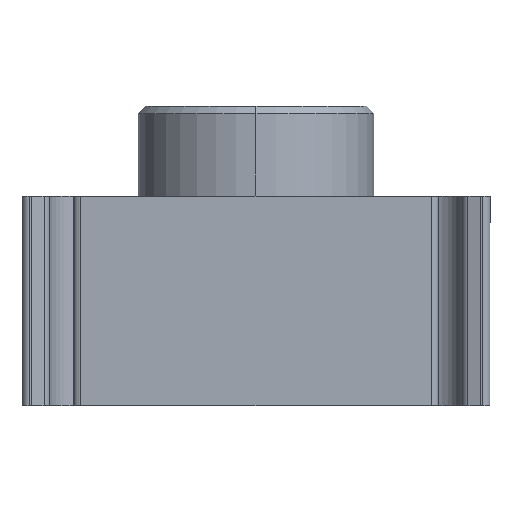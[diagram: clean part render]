
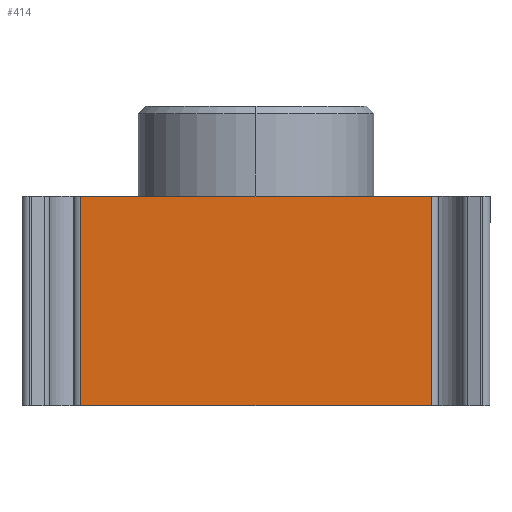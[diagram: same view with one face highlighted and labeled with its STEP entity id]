
A CAD part, left-side view. The second image highlights one B-rep face of the part: STEP entity #414.
In plain terms, the highlighted planar face has unit normal (-1, 0, 0).
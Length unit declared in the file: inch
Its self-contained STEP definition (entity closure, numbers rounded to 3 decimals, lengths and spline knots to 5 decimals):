
#25 = LINE ( 'NONE', #1823, #615 ) ;
#48 = ORIENTED_EDGE ( 'NONE', *, *, #1460, .T. ) ;
#126 = CARTESIAN_POINT ( 'NONE',  ( -1.10095, -0.52026, 0.89071 ) ) ;
#127 = CARTESIAN_POINT ( 'NONE',  ( -1.10095, -0.52026, 0.61071 ) ) ;
#184 = ORIENTED_EDGE ( 'NONE', *, *, #1099, .T. ) ;
#199 = DIRECTION ( 'NONE',  ( 0., -1., 0. ) ) ;
#224 = ORIENTED_EDGE ( 'NONE', *, *, #1555, .F. ) ;
#238 = EDGE_CURVE ( 'NONE', #1084, #1465, #848, .T. ) ;
#257 = AXIS2_PLACEMENT_3D ( 'NONE', #876, #858, #864 ) ;
#319 = ORIENTED_EDGE ( 'NONE', *, *, #238, .T. ) ;
#375 = CARTESIAN_POINT ( 'NONE',  ( -1.10095, -0.52026, 0.61071 ) ) ;
#414 = ADVANCED_FACE ( 'NONE', ( #1390 ), #861, .F. ) ;
#615 = VECTOR ( 'NONE', #1832, 39.37008 ) ;
#682 = DIRECTION ( 'NONE',  ( 0., 1., 0. ) ) ;
#848 = LINE ( 'NONE', #2001, #869 ) ;
#858 = DIRECTION ( 'NONE',  ( 1., 0., 0. ) ) ;
#861 = PLANE ( 'NONE',  #257 ) ;
#864 = DIRECTION ( 'NONE',  ( 0., 1., 0. ) ) ;
#869 = VECTOR ( 'NONE', #682, 39.37008 ) ;
#876 = CARTESIAN_POINT ( 'NONE',  ( -1.10095, -0.52026, 1.61071 ) ) ;
#953 = EDGE_LOOP ( 'NONE', ( #319, #48, #184, #224 ) ) ;
#984 = VERTEX_POINT ( 'NONE', #375 ) ;
#1084 = VERTEX_POINT ( 'NONE', #126 ) ;
#1099 = EDGE_CURVE ( 'NONE', #1601, #984, #1925, .T. ) ;
#1390 = FACE_OUTER_BOUND ( 'NONE', #953, .T. ) ;
#1460 = EDGE_CURVE ( 'NONE', #1465, #1601, #25, .T. ) ;
#1465 = VERTEX_POINT ( 'NONE', #1843 ) ;
#1497 = DIRECTION ( 'NONE',  ( 0., 0., -1. ) ) ;
#1514 = CARTESIAN_POINT ( 'NONE',  ( -1.10095, -0.52026, 1.61071 ) ) ;
#1531 = CARTESIAN_POINT ( 'NONE',  ( -1.10095, -0.05279, 0.61071 ) ) ;
#1555 = EDGE_CURVE ( 'NONE', #1084, #984, #1897, .T. ) ;
#1601 = VERTEX_POINT ( 'NONE', #1531 ) ;
#1757 = VECTOR ( 'NONE', #1497, 39.37008 ) ;
#1823 = CARTESIAN_POINT ( 'NONE',  ( -1.10095, -0.05279, 1.61071 ) ) ;
#1832 = DIRECTION ( 'NONE',  ( 0., 0., -1. ) ) ;
#1843 = CARTESIAN_POINT ( 'NONE',  ( -1.10095, -0.05279, 0.89071 ) ) ;
#1897 = LINE ( 'NONE', #1514, #1757 ) ;
#1925 = LINE ( 'NONE', #127, #1929 ) ;
#1929 = VECTOR ( 'NONE', #199, 39.37008 ) ;
#2001 = CARTESIAN_POINT ( 'NONE',  ( -1.10095, -0.59903, 0.89071 ) ) ;
